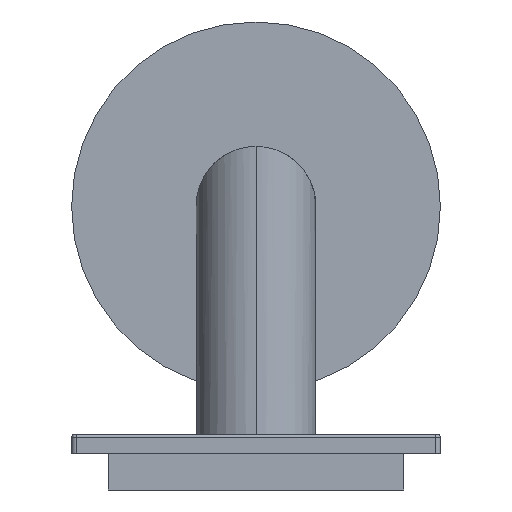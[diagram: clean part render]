
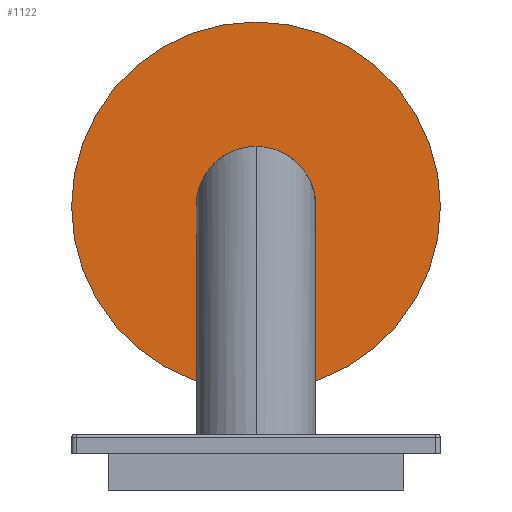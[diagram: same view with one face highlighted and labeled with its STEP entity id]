
A CAD part, front view. The second image highlights one B-rep face of the part: STEP entity #1122.
In plain terms, the highlighted planar face has unit normal (0, -1, 0).
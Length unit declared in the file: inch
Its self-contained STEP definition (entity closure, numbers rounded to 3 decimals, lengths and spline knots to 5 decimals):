
#288=CARTESIAN_POINT('',(0.,0.975,2.3996));
#289=DIRECTION('',(0.,-1.,0.));
#290=DIRECTION('',(0.,0.,1.));
#291=AXIS2_PLACEMENT_3D('',#288,#289,#290);
#297=CARTESIAN_POINT('',(0.,0.975,2.3996));
#298=DIRECTION('',(0.,1.,0.));
#299=DIRECTION('',(-1.,0.,0.));
#300=AXIS2_PLACEMENT_3D('',#297,#298,#299);
#306=CARTESIAN_POINT('',(0.,0.975,2.3996));
#307=DIRECTION('',(0.,1.,0.));
#308=DIRECTION('',(1.,0.,0.));
#309=AXIS2_PLACEMENT_3D('',#306,#307,#308);
#541=CARTESIAN_POINT('',(0.,0.975,2.3996));
#542=DIRECTION('',(0.,-1.,0.));
#543=DIRECTION('',(0.,0.,-1.));
#544=AXIS2_PLACEMENT_3D('',#541,#542,#543);
#690=CARTESIAN_POINT('',(-1.575,0.975,2.3996));
#691=CARTESIAN_POINT('',(1.575,0.975,2.3996));
#692=VERTEX_POINT('',#690);
#693=VERTEX_POINT('',#691);
#710=CARTESIAN_POINT('',(0.,0.975,1.8876));
#711=CARTESIAN_POINT('',(0.,0.975,2.9116));
#712=VERTEX_POINT('',#710);
#713=VERTEX_POINT('',#711);
#1106=CARTESIAN_POINT('',(0.,0.975,2.3996));
#1107=DIRECTION('',(0.,1.,0.));
#1108=DIRECTION('',(-1.,0.,0.));
#1109=AXIS2_PLACEMENT_3D('',#1106,#1107,#1108);
#1110=PLANE('',#1109);
#1112=ORIENTED_EDGE('',*,*,#1111,.T.);
#1114=ORIENTED_EDGE('',*,*,#1113,.T.);
#1115=EDGE_LOOP('',(#1112,#1114));
#1116=FACE_OUTER_BOUND('',#1115,.F.);
#1118=ORIENTED_EDGE('',*,*,#1117,.T.);
#1119=ORIENTED_EDGE('',*,*,#1095,.T.);
#1120=EDGE_LOOP('',(#1118,#1119));
#1121=FACE_BOUND('',#1120,.F.);
#1122=ADVANCED_FACE('',(#1116,#1121),#1110,.F.);
#292=CIRCLE('',#291,0.512);
#301=CIRCLE('',#300,1.575);
#310=CIRCLE('',#309,1.575);
#545=CIRCLE('',#544,0.512);
#1095=EDGE_CURVE('',#713,#712,#292,.T.);
#1111=EDGE_CURVE('',#692,#693,#301,.T.);
#1113=EDGE_CURVE('',#693,#692,#310,.T.);
#1117=EDGE_CURVE('',#712,#713,#545,.T.);
